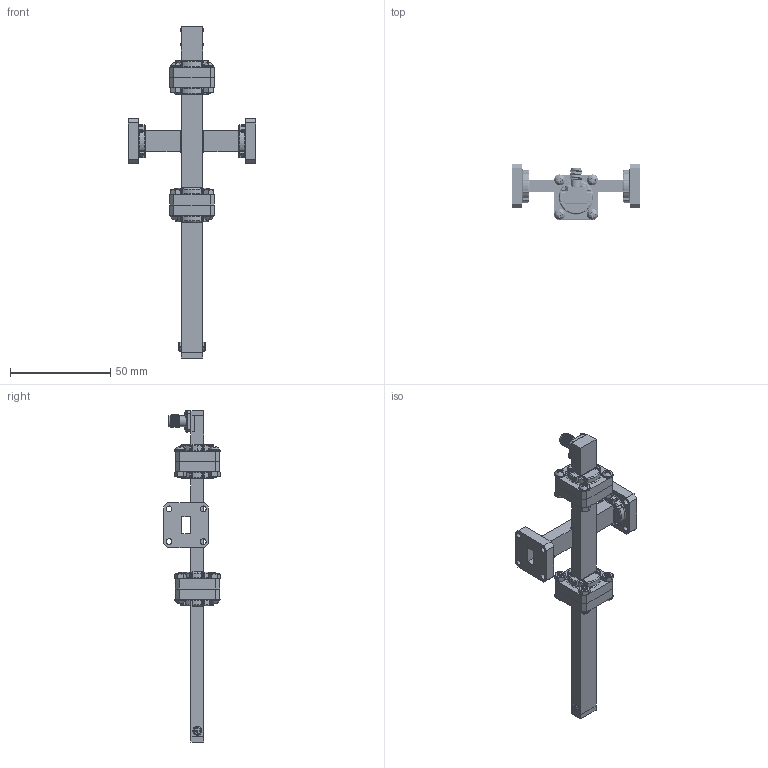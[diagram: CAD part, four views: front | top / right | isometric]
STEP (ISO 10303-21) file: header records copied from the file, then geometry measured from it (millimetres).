
FILE_DESCRIPTION (( 'STEP AP214' ), '1' );
FILE_NAME ('PEWCT1044.STEP', '2017-06-28T22:31:51', ( '' ), ( '' ), 'SwSTEP 2.0', 'SolidWorks 2014', '' );
FILE_SCHEMA (( 'AUTOMOTIVE_DESIGN' ));
Length unit declared in the file: inch
Products named in the file (9): PEWCA1001; PEWCP1035; M3 ROUND HD SCREW; PEWCT1000; Copy of Nut^PEWCT1000; Nut; PEWTR1001; Copy of M3 ROUND HD SCREW^PEWCT1000; PEWCT1044
Assembly tree (20 placements, depth 3):
  PEWCT1044
    PEWCT1000
      PEWCP1035
      PEWTR1001
      Copy of M3 ROUND HD SCREW^PEWCT1000  x4
      Copy of Nut^PEWCT1000  x4
    PEWCA1001
    M3 ROUND HD SCREW  x4
    Nut  x4
Bounding box: 63.5 x 28.1 x 165.36 mm (x, y, z)
Volume: 22958.1 mm3; surface area: 25736 mm2
Topology: 25 solids, 25 shells, 2491 faces, 6256 edges, 3818 vertices
Faces by surface type: cylinder 1107, plane 634, cone 387, bspline 207, torus 132, sphere 24
Entity records: 69282 total; most frequent: CARTESIAN_POINT 28715, ORIENTED_EDGE 7900, DIRECTION 7258, EDGE_CURVE 3950, AXIS2_PLACEMENT_3D 2785, VERTEX_POINT 2414, VECTOR 1688, LINE 1688
